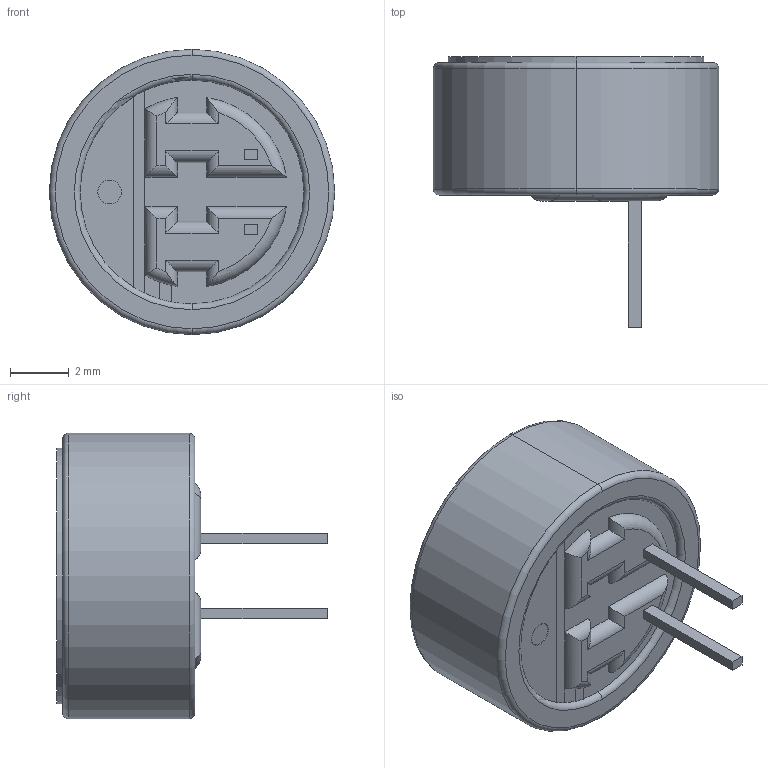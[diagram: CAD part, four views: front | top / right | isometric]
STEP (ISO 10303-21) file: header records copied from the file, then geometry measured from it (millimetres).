
FILE_DESCRIPTION(('STEP AP214'),'1');
FILE_NAME('cma-4544pf-w.stp','2014-09-05T17:04:21',('TraceParts'),('TraceParts S.A.'),'XStep 1.0',' ',' ');
FILE_SCHEMA(('automotive_design'));
Length unit declared in the file: millimetre
Products named in the file (1): Split Line1
Bounding box: 9.7 x 9.2 x 9.7 mm (x, y, z)
Volume: 343 mm3; surface area: 308.5 mm2
Topology: 1 solids, 1 shells, 58 faces, 145 edges, 94 vertices
Faces by surface type: cylinder 24, plane 24, torus 10
Entity records: 1795 total; most frequent: CARTESIAN_POINT 421, ORIENTED_EDGE 290, DIRECTION 277, EDGE_CURVE 145, AXIS2_PLACEMENT_3D 101, VERTEX_POINT 94, LINE 75, VECTOR 75
